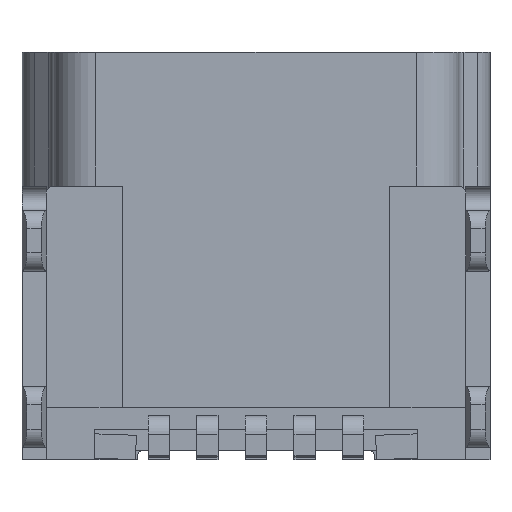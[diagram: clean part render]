
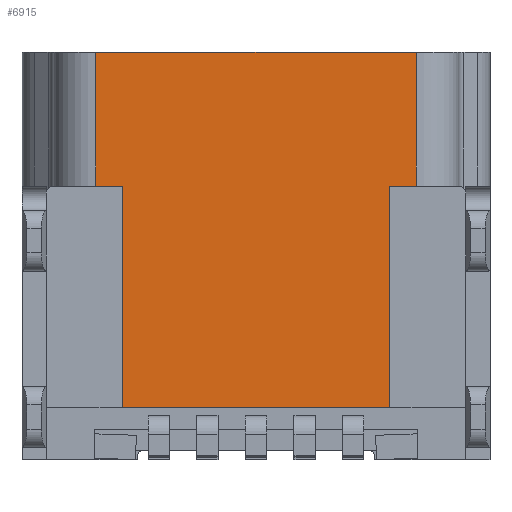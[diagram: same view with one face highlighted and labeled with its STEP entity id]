
A CAD part, front view. The second image highlights one B-rep face of the part: STEP entity #6915.
In plain terms, the highlighted planar face has unit normal (0, -1, 0).
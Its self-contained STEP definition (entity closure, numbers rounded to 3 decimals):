
#24=DIRECTION('',(-1.,0.,0.));
#25=VECTOR('',#24,5.27);
#26=CARTESIAN_POINT('',(2.635,-1.95,0.));
#27=LINE('',#26,#25);
#810=DIRECTION('',(-1.,0.,0.));
#811=VECTOR('',#810,0.435);
#812=CARTESIAN_POINT('',(2.635,-1.95,-2.2));
#813=LINE('',#812,#811);
#814=DIRECTION('',(0.,0.,1.));
#815=VECTOR('',#814,3.65);
#816=CARTESIAN_POINT('',(2.2,-1.95,-5.85));
#817=LINE('',#816,#815);
#818=DIRECTION('',(0.,0.,-1.));
#819=VECTOR('',#818,3.65);
#820=CARTESIAN_POINT('',(-2.2,-1.95,-2.2));
#821=LINE('',#820,#819);
#822=DIRECTION('',(-1.,0.,0.));
#823=VECTOR('',#822,0.435);
#824=CARTESIAN_POINT('',(-2.2,-1.95,-2.2));
#825=LINE('',#824,#823);
#826=DIRECTION('',(0.,0.,-1.));
#827=VECTOR('',#826,2.2);
#828=CARTESIAN_POINT('',(2.635,-1.95,0.));
#829=LINE('',#828,#827);
#838=DIRECTION('',(-1.,0.,0.));
#839=VECTOR('',#838,4.4);
#840=CARTESIAN_POINT('',(2.2,-1.95,-5.85));
#841=LINE('',#840,#839);
#4403=DIRECTION('',(0.,0.,-1.));
#4404=VECTOR('',#4403,2.2);
#4405=CARTESIAN_POINT('',(-2.635,-1.95,0.));
#4406=LINE('',#4405,#4404);
#4527=CARTESIAN_POINT('',(2.635,-1.95,0.));
#4528=VERTEX_POINT('',#4527);
#4529=CARTESIAN_POINT('',(-2.635,-1.95,0.));
#4530=VERTEX_POINT('',#4529);
#4553=CARTESIAN_POINT('',(2.635,-1.95,-2.2));
#4554=VERTEX_POINT('',#4553);
#4555=CARTESIAN_POINT('',(-2.635,-1.95,-2.2));
#4557=VERTEX_POINT('',#4555);
#5547=CARTESIAN_POINT('',(-2.2,-1.95,-2.2));
#5549=VERTEX_POINT('',#5547);
#5551=CARTESIAN_POINT('',(2.2,-1.95,-2.2));
#5553=VERTEX_POINT('',#5551);
#5558=CARTESIAN_POINT('',(2.2,-1.95,-5.85));
#5559=CARTESIAN_POINT('',(-2.2,-1.95,-5.85));
#5560=VERTEX_POINT('',#5558);
#5561=VERTEX_POINT('',#5559);
#6896=CARTESIAN_POINT('',(2.635,-1.95,0.));
#6897=DIRECTION('',(0.,-1.,0.));
#6898=DIRECTION('',(-1.,0.,0.));
#6899=AXIS2_PLACEMENT_3D('',#6896,#6897,#6898);
#6900=PLANE('',#6899);
#6901=ORIENTED_EDGE('',*,*,#6868,.T.);
#6903=ORIENTED_EDGE('',*,*,#6902,.F.);
#6905=ORIENTED_EDGE('',*,*,#6904,.T.);
#6906=ORIENTED_EDGE('',*,*,#6888,.F.);
#6907=ORIENTED_EDGE('',*,*,#6856,.T.);
#6909=ORIENTED_EDGE('',*,*,#6908,.F.);
#6910=ORIENTED_EDGE('',*,*,#5865,.F.);
#6912=ORIENTED_EDGE('',*,*,#6911,.T.);
#6913=EDGE_LOOP('',(#6901,#6903,#6905,#6906,#6907,#6909,#6910,#6912));
#6914=FACE_OUTER_BOUND('',#6913,.F.);
#6915=ADVANCED_FACE('',(#6914),#6900,.T.);
#5865=EDGE_CURVE('',#4528,#4530,#27,.T.);
#6856=EDGE_CURVE('',#5549,#4557,#825,.T.);
#6868=EDGE_CURVE('',#4554,#5553,#813,.T.);
#6888=EDGE_CURVE('',#5549,#5561,#821,.T.);
#6902=EDGE_CURVE('',#5560,#5553,#817,.T.);
#6904=EDGE_CURVE('',#5560,#5561,#841,.T.);
#6908=EDGE_CURVE('',#4530,#4557,#4406,.T.);
#6911=EDGE_CURVE('',#4528,#4554,#829,.T.);
